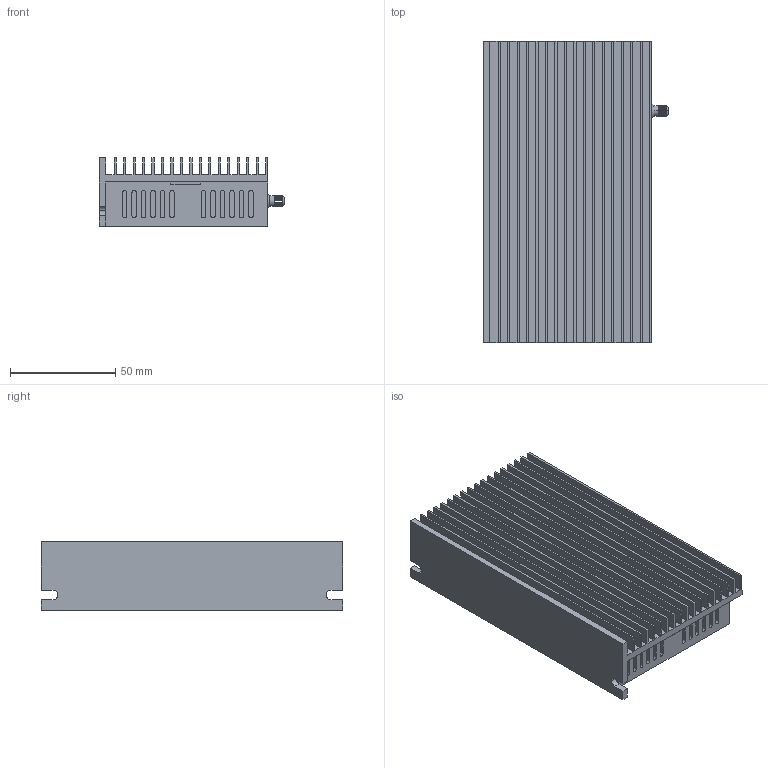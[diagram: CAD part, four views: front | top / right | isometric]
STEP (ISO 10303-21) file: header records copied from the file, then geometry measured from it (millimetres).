
FILE_DESCRIPTION (( 'STEP AP214' ), '1' );
FILE_NAME ('BLD-300B.STEP', '2023-08-08T11:44:49', ( '' ), ( '' ), 'SwSTEP 2.0', 'SolidWorks 2021', '' );
FILE_SCHEMA (( 'AUTOMOTIVE_DESIGN' ));
Length unit declared in the file: millimetre
Products named in the file (1): BLD-300B
Bounding box: 88 x 143 x 32.5 mm (x, y, z)
Volume: 257760 mm3; surface area: 82580.2 mm2
Topology: 1 solids, 1 shells, 423 faces, 1090 edges, 683 vertices
Faces by surface type: plane 267, cylinder 115, cone 38, bspline 3
Entity records: 15194 total; most frequent: CARTESIAN_POINT 3446, DIRECTION 2120, ORIENTED_EDGE 2112, EDGE_CURVE 1056, VECTOR 766, LINE 766, VERTEX_POINT 683, AXIS2_PLACEMENT_3D 677
